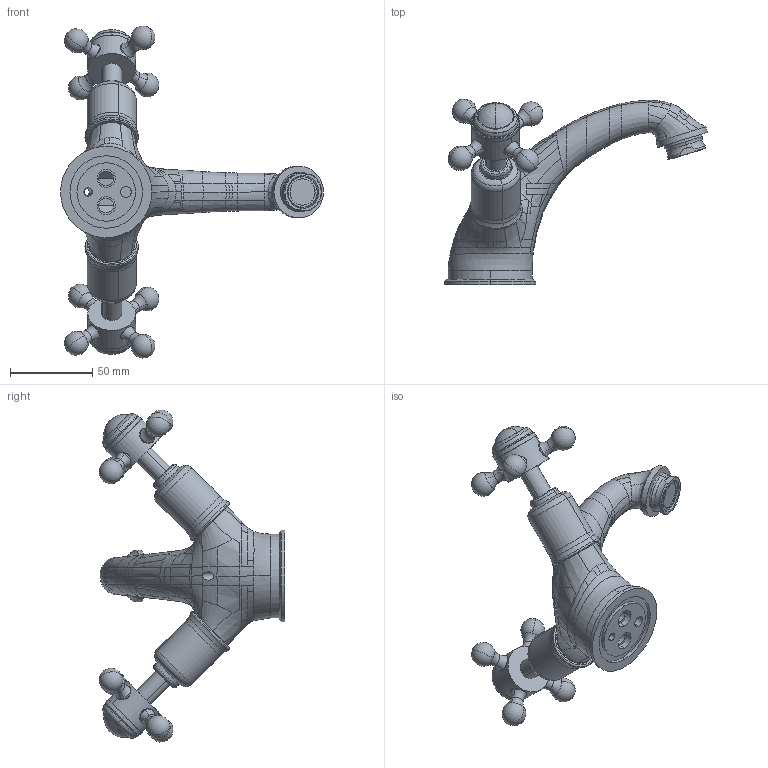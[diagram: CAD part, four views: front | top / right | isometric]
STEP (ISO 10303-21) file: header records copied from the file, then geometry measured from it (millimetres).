
FILE_DESCRIPTION((''),'2;1');
FILE_NAME('76169_ASM','2018-08-13T',('MQ'),(''),'PRO/ENGINEER BY PARAMETRIC TECHNOLOGY CORPORATION, 2012130','PRO/ENGINEER BY PARAMETRIC TECHNOLOGY CORPORATION, 2012130','');
FILE_SCHEMA(('CONFIG_CONTROL_DESIGN'));
Products named in the file (23): MANIFOLD_SOLID_BREP_525; MANIFOLD_SOLID_BREP_526; MANIFOLD_SOLID_BREP_527; MANIFOLD_SOLID_BREP_528; MANIFOLD_SOLID_BREP_529; MANIFOLD_SOLID_BREP_530; MANIFOLD_SOLID_BREP_531; MANIFOLD_SOLID_BREP_532; MANIFOLD_SOLID_BREP_533; MANIFOLD_SOLID_BREP_534; MANIFOLD_SOLID_BREP_535; MANIFOLD_SOLID_BREP_536; MANIFOLD_SOLID_BREP_537; MANIFOLD_SOLID_BREP_538; MANIFOLD_SOLID_BREP_539; MANIFOLD_SOLID_BREP_540; MANIFOLD_SOLID_BREP_541; MANIFOLD_SOLID_BREP_542; MANIFOLD_SOLID_BREP_543; MANIFOLD_SOLID_BREP_544; MANIFOLD_SOLID_BREP_545; ADMI0493TIOE_ASM; 76169_ASM
Assembly tree (22 placements, depth 3):
  76169_ASM
    ADMI0493TIOE_ASM
      MANIFOLD_SOLID_BREP_525
      MANIFOLD_SOLID_BREP_526
      MANIFOLD_SOLID_BREP_527
      MANIFOLD_SOLID_BREP_528
      MANIFOLD_SOLID_BREP_529
      MANIFOLD_SOLID_BREP_530
      MANIFOLD_SOLID_BREP_531
      MANIFOLD_SOLID_BREP_532
      MANIFOLD_SOLID_BREP_533
      MANIFOLD_SOLID_BREP_534
      MANIFOLD_SOLID_BREP_535
      MANIFOLD_SOLID_BREP_536
      MANIFOLD_SOLID_BREP_537
      MANIFOLD_SOLID_BREP_538
      MANIFOLD_SOLID_BREP_539
      MANIFOLD_SOLID_BREP_540
      MANIFOLD_SOLID_BREP_541
      MANIFOLD_SOLID_BREP_542
      MANIFOLD_SOLID_BREP_543
      MANIFOLD_SOLID_BREP_544
      MANIFOLD_SOLID_BREP_545
Bounding box: 159.82 x 112.8 x 201.78 mm (x, y, z)
Volume: 65005.9 mm3; surface area: 97311.5 mm2
Topology: 20 solids, 21 shells, 1206 faces, 3084 edges, 1909 vertices
Faces by surface type: bspline 479, plane 255, cylinder 238, cone 120, torus 94, sphere 20
Entity records: 63240 total; most frequent: CARTESIAN_POINT 37412, ORIENTED_EDGE 6019, DIRECTION 4041, EDGE_CURVE 3023, VERTEX_POINT 1909, AXIS2_PLACEMENT_3D 1656, B_SPLINE_CURVE_WITH_KNOTS 1431, EDGE_LOOP 1305
